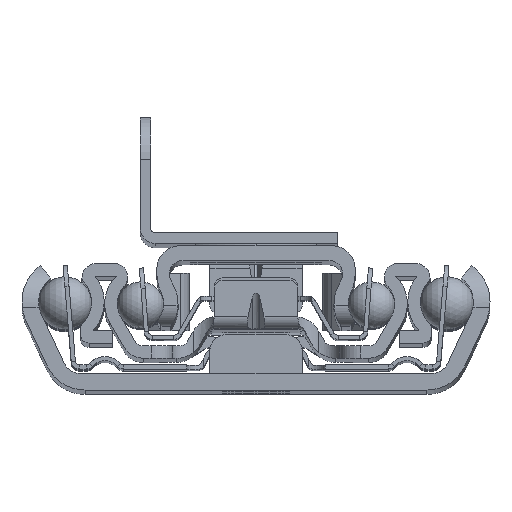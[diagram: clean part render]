
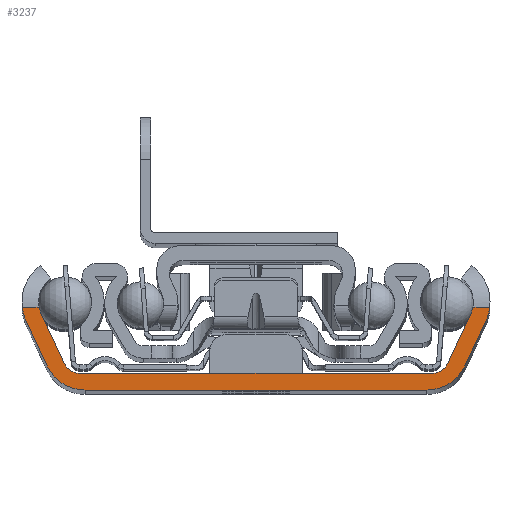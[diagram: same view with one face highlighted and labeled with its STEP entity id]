
A CAD part, top view. The second image highlights one B-rep face of the part: STEP entity #3237.
In plain terms, the highlighted planar face has unit normal (0, 0, 1).
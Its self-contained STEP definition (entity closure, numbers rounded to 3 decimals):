
#36=DIRECTION('',(1.,0.,0.));
#37=VECTOR('',#36,2.009);
#38=CARTESIAN_POINT('',(-27.867,9.9,0.));
#39=LINE('',#38,#37);
#40=CARTESIAN_POINT('',(-22.41,10.5,0.));
#41=DIRECTION('',(0.,0.,-1.));
#42=DIRECTION('',(-0.906,-0.423,0.));
#43=AXIS2_PLACEMENT_3D('',#40,#41,#42);
#45=DIRECTION('',(-0.423,0.906,0.));
#46=VECTOR('',#45,6.472);
#47=CARTESIAN_POINT('',(-22.847,3.155,0.));
#48=LINE('',#47,#46);
#49=CARTESIAN_POINT('',(-21.034,4.,0.));
#50=DIRECTION('',(0.,0.,-1.));
#51=DIRECTION('',(0.,-1.,0.));
#52=AXIS2_PLACEMENT_3D('',#49,#50,#51);
#54=DIRECTION('',(-1.,0.,0.));
#55=VECTOR('',#54,42.068);
#56=CARTESIAN_POINT('',(21.034,2.,0.));
#57=LINE('',#56,#55);
#58=CARTESIAN_POINT('',(21.034,4.,0.));
#59=DIRECTION('',(0.,0.,-1.));
#60=DIRECTION('',(0.906,-0.423,0.));
#61=AXIS2_PLACEMENT_3D('',#58,#59,#60);
#63=DIRECTION('',(-0.423,-0.906,0.));
#64=VECTOR('',#63,6.472);
#65=CARTESIAN_POINT('',(25.582,9.021,0.));
#66=LINE('',#65,#64);
#67=CARTESIAN_POINT('',(22.41,10.5,0.));
#68=DIRECTION('',(0.,0.,-1.));
#69=DIRECTION('',(0.985,-0.171,0.));
#70=AXIS2_PLACEMENT_3D('',#67,#68,#69);
#72=DIRECTION('',(1.,0.,0.));
#73=VECTOR('',#72,2.009);
#74=CARTESIAN_POINT('',(25.858,9.9,0.));
#75=LINE('',#74,#73);
#76=CARTESIAN_POINT('',(22.41,10.5,0.));
#77=DIRECTION('',(0.,0.,1.));
#78=DIRECTION('',(0.906,-0.423,0.));
#79=AXIS2_PLACEMENT_3D('',#76,#77,#78);
#81=DIRECTION('',(0.423,0.906,0.));
#82=VECTOR('',#81,5.84);
#83=CARTESIAN_POINT('',(24.918,2.887,0.));
#84=LINE('',#83,#82);
#85=CARTESIAN_POINT('',(20.386,5.,0.));
#86=DIRECTION('',(0.,0.,1.));
#87=DIRECTION('',(0.,-1.,0.));
#88=AXIS2_PLACEMENT_3D('',#85,#86,#87);
#90=DIRECTION('',(1.,0.,0.));
#91=VECTOR('',#90,40.772);
#92=CARTESIAN_POINT('',(-20.386,0.,0.));
#93=LINE('',#92,#91);
#94=CARTESIAN_POINT('',(-20.386,5.,0.));
#95=DIRECTION('',(0.,0.,1.));
#96=DIRECTION('',(-0.906,-0.423,0.));
#97=AXIS2_PLACEMENT_3D('',#94,#95,#96);
#99=DIRECTION('',(0.423,-0.906,0.));
#100=VECTOR('',#99,5.84);
#101=CARTESIAN_POINT('',(-27.386,8.18,0.));
#102=LINE('',#101,#100);
#103=CARTESIAN_POINT('',(-22.41,10.5,0.));
#104=DIRECTION('',(0.,0.,1.));
#105=DIRECTION('',(-0.994,-0.109,0.));
#106=AXIS2_PLACEMENT_3D('',#103,#104,#105);
#2748=CARTESIAN_POINT('',(-21.034,2.,0.));
#2749=CARTESIAN_POINT('',(-22.847,3.155,0.));
#2750=VERTEX_POINT('',#2748);
#2751=VERTEX_POINT('',#2749);
#2752=CARTESIAN_POINT('',(-25.582,9.021,0.));
#2753=VERTEX_POINT('',#2752);
#2754=CARTESIAN_POINT('',(-27.386,8.18,0.));
#2755=CARTESIAN_POINT('',(-24.918,2.887,0.));
#2756=VERTEX_POINT('',#2754);
#2757=VERTEX_POINT('',#2755);
#2758=CARTESIAN_POINT('',(-20.386,0.,0.));
#2759=VERTEX_POINT('',#2758);
#2760=CARTESIAN_POINT('',(20.386,0.,0.));
#2761=VERTEX_POINT('',#2760);
#2762=CARTESIAN_POINT('',(24.918,2.887,0.));
#2763=VERTEX_POINT('',#2762);
#2764=CARTESIAN_POINT('',(27.386,8.18,0.));
#2765=VERTEX_POINT('',#2764);
#2766=CARTESIAN_POINT('',(25.582,9.021,0.));
#2767=CARTESIAN_POINT('',(22.847,3.155,0.));
#2768=VERTEX_POINT('',#2766);
#2769=VERTEX_POINT('',#2767);
#2770=CARTESIAN_POINT('',(21.034,2.,0.));
#2771=VERTEX_POINT('',#2770);
#2958=CARTESIAN_POINT('',(-27.867,9.9,0.));
#2959=CARTESIAN_POINT('',(-25.858,9.9,0.));
#2960=VERTEX_POINT('',#2958);
#2961=VERTEX_POINT('',#2959);
#2962=CARTESIAN_POINT('',(25.858,9.9,0.));
#2963=CARTESIAN_POINT('',(27.867,9.9,0.));
#2964=VERTEX_POINT('',#2962);
#2965=VERTEX_POINT('',#2963);
#3198=CARTESIAN_POINT('',(0.,0.,0.));
#3199=DIRECTION('',(0.,0.,1.));
#3200=DIRECTION('',(1.,0.,0.));
#3201=AXIS2_PLACEMENT_3D('',#3198,#3199,#3200);
#3202=PLANE('',#3201);
#3204=ORIENTED_EDGE('',*,*,#3203,.T.);
#3206=ORIENTED_EDGE('',*,*,#3205,.F.);
#3208=ORIENTED_EDGE('',*,*,#3207,.F.);
#3210=ORIENTED_EDGE('',*,*,#3209,.F.);
#3212=ORIENTED_EDGE('',*,*,#3211,.F.);
#3214=ORIENTED_EDGE('',*,*,#3213,.F.);
#3216=ORIENTED_EDGE('',*,*,#3215,.F.);
#3218=ORIENTED_EDGE('',*,*,#3217,.F.);
#3220=ORIENTED_EDGE('',*,*,#3219,.T.);
#3222=ORIENTED_EDGE('',*,*,#3221,.F.);
#3224=ORIENTED_EDGE('',*,*,#3223,.F.);
#3226=ORIENTED_EDGE('',*,*,#3225,.F.);
#3228=ORIENTED_EDGE('',*,*,#3227,.F.);
#3230=ORIENTED_EDGE('',*,*,#3229,.F.);
#3232=ORIENTED_EDGE('',*,*,#3231,.F.);
#3234=ORIENTED_EDGE('',*,*,#3233,.F.);
#3235=EDGE_LOOP('',(#3204,#3206,#3208,#3210,#3212,#3214,#3216,#3218,#3220,#3222,
#3224,#3226,#3228,#3230,#3232,#3234));
#3236=FACE_OUTER_BOUND('',#3235,.F.);
#3237=ADVANCED_FACE('',(#3236),#3202,.T.);
#44=CIRCLE('',#43,3.5);
#53=CIRCLE('',#52,2.);
#62=CIRCLE('',#61,2.);
#71=CIRCLE('',#70,3.5);
#80=CIRCLE('',#79,5.49);
#89=CIRCLE('',#88,5.);
#98=CIRCLE('',#97,5.);
#107=CIRCLE('',#106,5.49);
#3203=EDGE_CURVE('',#2960,#2961,#39,.T.);
#3205=EDGE_CURVE('',#2753,#2961,#44,.T.);
#3207=EDGE_CURVE('',#2751,#2753,#48,.T.);
#3209=EDGE_CURVE('',#2750,#2751,#53,.T.);
#3211=EDGE_CURVE('',#2771,#2750,#57,.T.);
#3213=EDGE_CURVE('',#2769,#2771,#62,.T.);
#3215=EDGE_CURVE('',#2768,#2769,#66,.T.);
#3217=EDGE_CURVE('',#2964,#2768,#71,.T.);
#3219=EDGE_CURVE('',#2964,#2965,#75,.T.);
#3221=EDGE_CURVE('',#2765,#2965,#80,.T.);
#3223=EDGE_CURVE('',#2763,#2765,#84,.T.);
#3225=EDGE_CURVE('',#2761,#2763,#89,.T.);
#3227=EDGE_CURVE('',#2759,#2761,#93,.T.);
#3229=EDGE_CURVE('',#2757,#2759,#98,.T.);
#3231=EDGE_CURVE('',#2756,#2757,#102,.T.);
#3233=EDGE_CURVE('',#2960,#2756,#107,.T.);
